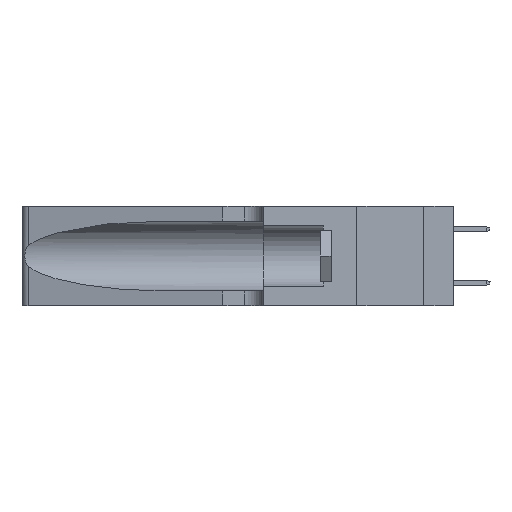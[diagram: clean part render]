
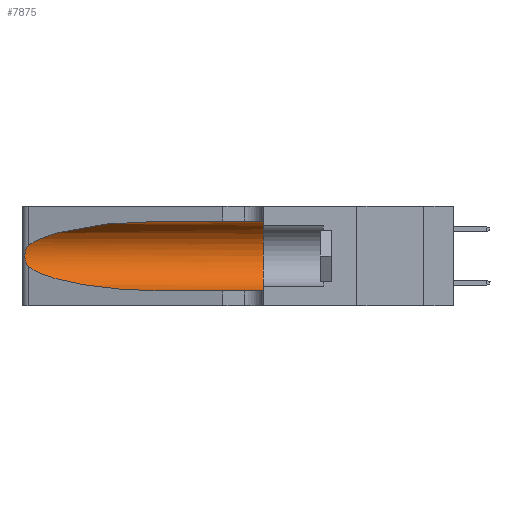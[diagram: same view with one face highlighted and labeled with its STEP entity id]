
A CAD part, left-side view. The second image highlights one B-rep face of the part: STEP entity #7875.
In plain terms, the highlighted cylindrical face has radius 3.308 mm (diameter 6.617 mm), a partial arc.
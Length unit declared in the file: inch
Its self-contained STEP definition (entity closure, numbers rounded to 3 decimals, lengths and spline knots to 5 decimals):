
#987 = CARTESIAN_POINT ( 'NONE',  ( 0.25555, 1.22994, 0.2215 ) ) ;
#1026 = ORIENTED_EDGE ( 'NONE', *, *, #15069, .T. ) ;
#1071 = CARTESIAN_POINT ( 'NONE',  ( 0.1305, 0.72297, 0.05475 ) ) ;
#1134 = EDGE_LOOP ( 'NONE', ( #1026, #15608, #14019, #6914, #22344, #17620 ) ) ;
#1142 = CARTESIAN_POINT ( 'NONE',  ( 0.1305, 0.72297, 0.05475 ) ) ;
#1262 = VERTEX_POINT ( 'NONE', #3582 ) ;
#1670 = LINE ( 'NONE', #3955, #10729 ) ;
#2004 = VERTEX_POINT ( 'NONE', #11457 ) ;
#2937 = CARTESIAN_POINT ( 'NONE',  ( 0.25487, 1.22718, 0.22369 ) ) ;
#2968 = CARTESIAN_POINT ( 'NONE',  ( 0.25787, 1.23484, 0.2124 ) ) ;
#3066 = VERTEX_POINT ( 'NONE', #1142 ) ;
#3132 = CARTESIAN_POINT ( 'NONE',  ( 0.26018, 1.23835, 0.19895 ) ) ;
#3350 = DIRECTION ( 'NONE',  ( 0., -1., 0. ) ) ;
#3582 = CARTESIAN_POINT ( 'NONE',  ( 0.1305, 0.35, 0.31525 ) ) ;
#3905 = DIRECTION ( 'NONE',  ( 0., 0., 1. ) ) ;
#3955 = CARTESIAN_POINT ( 'NONE',  ( 0.1305, 1.61858, 0.31525 ) ) ;
#4124 = CARTESIAN_POINT ( 'NONE',  ( 0.25487, 1.22718, 0.14631 ) ) ;
#4958 =( BOUNDED_CURVE ( )  B_SPLINE_CURVE ( 3, ( #30818, #8573, #20764, #1071 ),
 .UNSPECIFIED., .F., .F. ) 
 B_SPLINE_CURVE_WITH_KNOTS ( ( 4, 4 ),
 ( 3.44316, 4.71239 ),
 .UNSPECIFIED. ) 
 CURVE ( )  GEOMETRIC_REPRESENTATION_ITEM ( )  RATIONAL_B_SPLINE_CURVE ( ( 1., 0.87, 0.87, 1. ) ) 
 REPRESENTATION_ITEM ( '' )  );
#5841 = CARTESIAN_POINT ( 'NONE',  ( 0.1305, 0.72297, 0.31525 ) ) ;
#5871 = CARTESIAN_POINT ( 'NONE',  ( 0.26075, 1.23896, 0.178 ) ) ;
#6347 = B_SPLINE_CURVE_WITH_KNOTS ( 'NONE', 3,
 ( #30729, #987, #30894, #2968, #10747, #3132, #18391, #5871, #17731, #10589, #22786, #20350, #28310, #27825 ),
 .UNSPECIFIED., .F., .F.,
 ( 4, 2, 2, 2, 2, 2, 4 ),
 ( 0., 0.00027, 0.00053, 0.00107, 0.0016, 0.00187, 0.00214 ),
 .UNSPECIFIED. ) ;
#6914 = ORIENTED_EDGE ( 'NONE', *, *, #31446, .T. ) ;
#7875 = ADVANCED_FACE ( 'NONE', ( #17641 ), #25768, .F. ) ;
#8541 = VERTEX_POINT ( 'NONE', #27166 ) ;
#8573 = CARTESIAN_POINT ( 'NONE',  ( 0.2373, 1.15595, 0.08982 ) ) ;
#8909 = DIRECTION ( 'NONE',  ( 0., -1., 0. ) ) ;
#10357 = CARTESIAN_POINT ( 'NONE',  ( 0.1305, 0.72297, 0.31525 ) ) ;
#10589 = CARTESIAN_POINT ( 'NONE',  ( 0.25856, 1.23593, 0.16098 ) ) ;
#10729 = VECTOR ( 'NONE', #28832, 39.37008 ) ;
#10747 = CARTESIAN_POINT ( 'NONE',  ( 0.25854, 1.2359, 0.20912 ) ) ;
#11457 = CARTESIAN_POINT ( 'NONE',  ( 0.1305, 0.35, 0.05475 ) ) ;
#13561 = EDGE_CURVE ( 'NONE', #1262, #2004, #22630, .T. ) ;
#14019 = ORIENTED_EDGE ( 'NONE', *, *, #20089, .T. ) ;
#14126 = DIRECTION ( 'NONE',  ( 0., 1., 0. ) ) ;
#14339 = EDGE_CURVE ( 'NONE', #21597, #1262, #1670, .T. ) ;
#14633 = EDGE_CURVE ( 'NONE', #8541, #26138, #6347, .T. ) ;
#15069 = EDGE_CURVE ( 'NONE', #21597, #8541, #31510, .T. ) ;
#15608 = ORIENTED_EDGE ( 'NONE', *, *, #14633, .T. ) ;
#15655 = VECTOR ( 'NONE', #8909, 39.37008 ) ;
#15756 = CARTESIAN_POINT ( 'NONE',  ( 0.1305, 0.35, 0.185 ) ) ;
#17620 = ORIENTED_EDGE ( 'NONE', *, *, #14339, .F. ) ;
#17641 = FACE_OUTER_BOUND ( 'NONE', #1134, .T. ) ;
#17731 = CARTESIAN_POINT ( 'NONE',  ( 0.26017, 1.23833, 0.17102 ) ) ;
#17775 = AXIS2_PLACEMENT_3D ( 'NONE', #18283, #3350, #30163 ) ;
#18283 = CARTESIAN_POINT ( 'NONE',  ( 0.1305, 1.61858, 0.185 ) ) ;
#18391 = CARTESIAN_POINT ( 'NONE',  ( 0.26075, 1.23896, 0.19203 ) ) ;
#20089 = EDGE_CURVE ( 'NONE', #26138, #3066, #4958, .T. ) ;
#20350 = CARTESIAN_POINT ( 'NONE',  ( 0.25639, 1.23186, 0.15144 ) ) ;
#20764 = CARTESIAN_POINT ( 'NONE',  ( 0.18966, 0.96281, 0.05475 ) ) ;
#21107 = AXIS2_PLACEMENT_3D ( 'NONE', #15756, #14126, #3905 ) ;
#21597 = VERTEX_POINT ( 'NONE', #10357 ) ;
#22344 = ORIENTED_EDGE ( 'NONE', *, *, #13561, .F. ) ;
#22586 = CARTESIAN_POINT ( 'NONE',  ( 0.2373, 1.15595, 0.28018 ) ) ;
#22630 = CIRCLE ( 'NONE', #21107, 0.13025 ) ;
#22786 = CARTESIAN_POINT ( 'NONE',  ( 0.25789, 1.23486, 0.15765 ) ) ;
#24719 = CARTESIAN_POINT ( 'NONE',  ( 0.1305, 1.61858, 0.05475 ) ) ;
#25674 = CARTESIAN_POINT ( 'NONE',  ( 0.18966, 0.96281, 0.31525 ) ) ;
#25768 = CYLINDRICAL_SURFACE ( 'NONE', #17775, 0.13025 ) ;
#26138 = VERTEX_POINT ( 'NONE', #4124 ) ;
#26826 = LINE ( 'NONE', #24719, #15655 ) ;
#27166 = CARTESIAN_POINT ( 'NONE',  ( 0.25487, 1.22718, 0.22369 ) ) ;
#27825 = CARTESIAN_POINT ( 'NONE',  ( 0.25487, 1.22718, 0.14631 ) ) ;
#28310 = CARTESIAN_POINT ( 'NONE',  ( 0.25555, 1.22993, 0.14849 ) ) ;
#28832 = DIRECTION ( 'NONE',  ( 0., -1., 0. ) ) ;
#30163 = DIRECTION ( 'NONE',  ( 0., 0., -1. ) ) ;
#30729 = CARTESIAN_POINT ( 'NONE',  ( 0.25487, 1.22718, 0.22369 ) ) ;
#30818 = CARTESIAN_POINT ( 'NONE',  ( 0.25487, 1.22718, 0.14631 ) ) ;
#30894 = CARTESIAN_POINT ( 'NONE',  ( 0.25639, 1.23184, 0.21858 ) ) ;
#31446 = EDGE_CURVE ( 'NONE', #3066, #2004, #26826, .T. ) ;
#31510 =( BOUNDED_CURVE ( )  B_SPLINE_CURVE ( 3, ( #5841, #25674, #22586, #2937 ),
 .UNSPECIFIED., .F., .T. ) 
 B_SPLINE_CURVE_WITH_KNOTS ( ( 4, 4 ),
 ( 1.5708, 2.84003 ),
 .UNSPECIFIED. ) 
 CURVE ( )  GEOMETRIC_REPRESENTATION_ITEM ( )  RATIONAL_B_SPLINE_CURVE ( ( 1., 0.87, 0.87, 1. ) ) 
 REPRESENTATION_ITEM ( '' )  );
